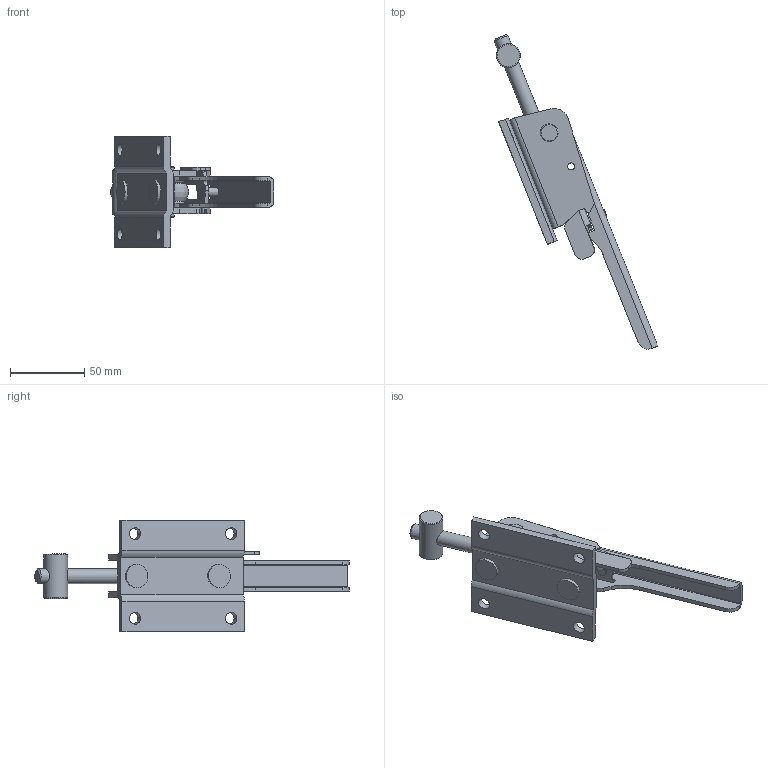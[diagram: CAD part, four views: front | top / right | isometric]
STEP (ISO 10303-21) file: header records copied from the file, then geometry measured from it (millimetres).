
FILE_DESCRIPTION(/* description */ ('Base'),/* implementation_level */ '2;1');
FILE_NAME(/* name */ 'HLD233-SL.stp',/* time_stamp */ '2019-10-08T14:33:50+01:00',/* author */ ('RWilson'),/* organization */ (''),/* preprocessor_version */ 'ST-DEVELOPER v16.13',/* originating_system */ 'Autodesk Inventor 2018',/* authorisation */ '');
FILE_SCHEMA (('AUTOMOTIVE_DESIGN { 1 0 10303 214 3 1 1 }'));
Length unit declared in the file: millimetre
Products named in the file (11): 44-4292MSZN_STEP; 4000BSS; 4000AC; 663-3M; 4000SCSS; 663-5CF in assembly; 663-7CF in assembly; 4000-7 in assembly; 4292A-RIBSS; R-FLA-16.5.7.9-SS in assembly; 663-1CFM10MSSF
Assembly tree (12 placements, depth 2):
  44-4292MSZN_STEP
    4000BSS
    4000AC
    R-FLA-16.5.7.9-SS in assembly  x2
    663-3M
    4000SCSS
    663-5CF in assembly  x2
    663-7CF in assembly
    4000-7 in assembly
    4292A-RIBSS
    663-1CFM10MSSF
Bounding box: 110.43 x 212.31 x 75 mm (x, y, z)
Volume: 100013.9 mm3; surface area: 59684.7 mm2
Topology: 12 solids, 12 shells, 216 faces, 540 edges, 362 vertices
Faces by surface type: plane 114, cylinder 88, torus 9, cone 3, bspline 2
Full cylindrical faces by diameter (mm): 3.2 x1, 3.33 x1, 4.75 x2, 4.8 x1, 5.3 x2, 6 x1, 6.1 x1, 7.8 x2, 7.9 x1, 8 x2, 8.001 x2, 8.1 x4, 8.153 x2, 8.2 x1, 8.3 x2, 9 x2, 9.5 x2, 9.65 x2, 10 x2, 10.8 x2, 12 x2, 12.7 x2, 15.8 x2, 16 x1
Entity records: 6900 total; most frequent: CARTESIAN_POINT 1555, DIRECTION 1062, ORIENTED_EDGE 914, EDGE_CURVE 457, AXIS2_PLACEMENT_3D 398, VERTEX_POINT 333, EDGE_LOOP 306, LINE 266
